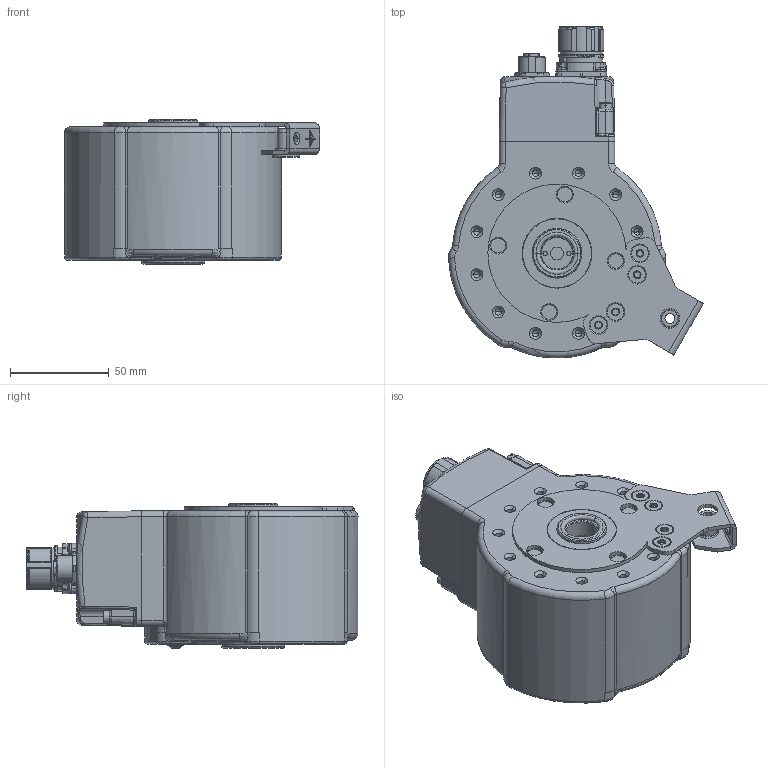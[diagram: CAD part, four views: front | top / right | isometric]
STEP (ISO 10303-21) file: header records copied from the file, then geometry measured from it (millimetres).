
FILE_DESCRIPTION((''),'2;1');
FILE_NAME('809674-K01_SW0001','2011-11-14T',('SE2994'),(''),'PRO/ENGINEER BY PARAMETRIC TECHNOLOGY CORPORATION, 2010180','PRO/ENGINEER BY PARAMETRIC TECHNOLOGY CORPORATION, 2010180','');
FILE_SCHEMA(('CONFIG_CONTROL_DESIGN','SHAPE_APPEARANCE_LAYERS_GROUPS'));
Length unit declared in the file: millimetre
Products named in the file (1): 809674-K01_SW0001
Bounding box: 129.13 x 168.1 x 73.8 mm (x, y, z)
Volume: 306436.6 mm3; surface area: 130308.2 mm2
Topology: 3 solids, 6 shells, 1888 faces, 4514 edges, 2759 vertices
Faces by surface type: cylinder 836, plane 460, torus 204, cone 176, bspline 155, sphere 44, revolution 11, extrusion 2
Entity records: 96484 total; most frequent: CARTESIAN_POINT 39375, DIRECTION 9299, ORIENTED_EDGE 8922, EDGE_CURVE 4461, AXIS2_PLACEMENT_3D 3930, VERTEX_POINT 2755, CIRCLE 2210, FILL_AREA_STYLE_COLOUR 2110
